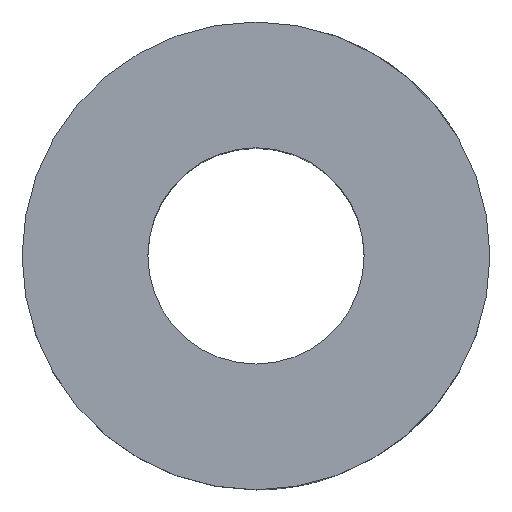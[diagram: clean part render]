
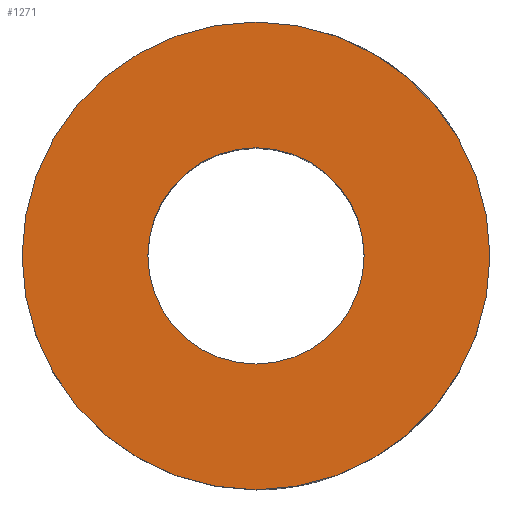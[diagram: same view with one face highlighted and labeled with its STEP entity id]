
A CAD part, top view. The second image highlights one B-rep face of the part: STEP entity #1271.
In plain terms, the highlighted planar face has unit normal (0, 0, 1).
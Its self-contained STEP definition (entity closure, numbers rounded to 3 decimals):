
#60 = FACE_BOUND ( 'NONE', #1426, .T. ) ;
#61 = FACE_OUTER_BOUND ( 'NONE', #1310, .T. ) ;
#62 = PLANE ( 'NONE',  #63 ) ;
#63 = AXIS2_PLACEMENT_3D ( 'NONE', #64, #65, #66 ) ;
#64 = CARTESIAN_POINT ( 'NONE',  ( 0., 43.25, 0. ) ) ;
#65 = DIRECTION ( 'NONE',  ( 0., 0., -1. ) ) ;
#66 = DIRECTION ( 'NONE',  ( 0., 1., 0. ) ) ;
#89 = CIRCLE ( 'NONE', #93, 43.25 ) ;
#93 = AXIS2_PLACEMENT_3D ( 'NONE', #94, #95, #96 ) ;
#94 = CARTESIAN_POINT ( 'NONE',  ( 0., 0., 0. ) ) ;
#95 = DIRECTION ( 'NONE',  ( 0., 0., 1. ) ) ;
#96 = DIRECTION ( 'NONE',  ( 0., -1., 0. ) ) ;
#110 = VERTEX_POINT ( 'NONE', #857 ) ;
#228 = CARTESIAN_POINT ( 'NONE',  ( 0., -43.25, 0. ) ) ;
#235 = CIRCLE ( 'NONE', #238, 20. ) ;
#238 = AXIS2_PLACEMENT_3D ( 'NONE', #239, #240, #241 ) ;
#239 = CARTESIAN_POINT ( 'NONE',  ( 0., 0., 0. ) ) ;
#240 = DIRECTION ( 'NONE',  ( 0., 0., 1. ) ) ;
#241 = DIRECTION ( 'NONE',  ( 0., -1., 0. ) ) ;
#369 = CARTESIAN_POINT ( 'NONE',  ( 0., -20., 0. ) ) ;
#437 = VERTEX_POINT ( 'NONE', #228 ) ;
#438 = EDGE_CURVE ( 'NONE', #1267, #1294, #235, .T. ) ;
#857 = CARTESIAN_POINT ( 'NONE',  ( 0., 43.25, 0. ) ) ;
#1261 = EDGE_CURVE ( 'NONE', #437, #110, #1595, .T. ) ;
#1263 = EDGE_CURVE ( 'NONE', #1294, #1267, #1605, .T. ) ;
#1267 = VERTEX_POINT ( 'NONE', #1632 ) ;
#1271 = ADVANCED_FACE ( 'NONE', ( #60, #61 ), #62, .F. ) ;
#1294 = VERTEX_POINT ( 'NONE', #369 ) ;
#1295 = ORIENTED_EDGE ( 'NONE', *, *, #1263, .F. ) ;
#1310 = EDGE_LOOP ( 'NONE', ( #1339, #1415 ) ) ;
#1320 = ORIENTED_EDGE ( 'NONE', *, *, #438, .F. ) ;
#1339 = ORIENTED_EDGE ( 'NONE', *, *, #1261, .T. ) ;
#1368 = EDGE_CURVE ( 'NONE', #110, #437, #89, .T. ) ;
#1415 = ORIENTED_EDGE ( 'NONE', *, *, #1368, .T. ) ;
#1426 = EDGE_LOOP ( 'NONE', ( #1295, #1320 ) ) ;
#1595 = CIRCLE ( 'NONE', #1596, 43.25 ) ;
#1596 = AXIS2_PLACEMENT_3D ( 'NONE', #1597, #1598, #1599 ) ;
#1597 = CARTESIAN_POINT ( 'NONE',  ( 0., 0., 0. ) ) ;
#1598 = DIRECTION ( 'NONE',  ( 0., 0., 1. ) ) ;
#1599 = DIRECTION ( 'NONE',  ( 0., -1., 0. ) ) ;
#1605 = CIRCLE ( 'NONE', #1606, 20. ) ;
#1606 = AXIS2_PLACEMENT_3D ( 'NONE', #1607, #1608, #1609 ) ;
#1607 = CARTESIAN_POINT ( 'NONE',  ( 0., 0., 0. ) ) ;
#1608 = DIRECTION ( 'NONE',  ( 0., 0., 1. ) ) ;
#1609 = DIRECTION ( 'NONE',  ( 0., -1., 0. ) ) ;
#1632 = CARTESIAN_POINT ( 'NONE',  ( 0., 20., 0. ) ) ;
